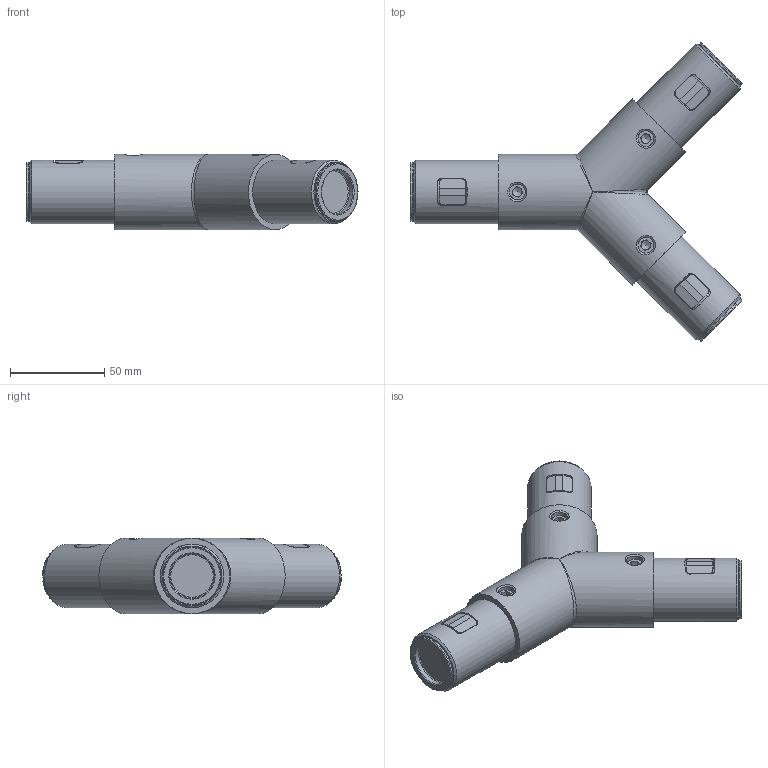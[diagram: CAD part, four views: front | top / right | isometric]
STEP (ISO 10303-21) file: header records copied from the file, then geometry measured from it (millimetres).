
FILE_DESCRIPTION(/* description */ ('STEP AP203'),/* implementation_level */ '2;1');
FILE_NAME(/* name */ 'CSP40-135.stp',/* time_stamp */ '2022-07-11T15:03:00+02:00',/* author */ ('USER'),/* organization */ ('Microsoft'),/* preprocessor_version */ 'ST-DEVELOPER v18.1',/* originating_system */ 'Autodesk Inventor 2021',/* authorisation */ '');
FILE_SCHEMA (('AUTOMOTIVE_DESIGN { 1 0 10303 214 3 1 1 }'));
Length unit declared in the file: millimetre
Products named in the file (1): CSP40-135
Bounding box: 176.34 x 158.68 x 40 mm (x, y, z)
Volume: 258750.6 mm3; surface area: 71107.1 mm2
Topology: 16 solids, 16 shells, 305 faces, 739 edges, 473 vertices
Faces by surface type: plane 174, cylinder 68, cone 33, bspline 15, torus 15
Full cylindrical faces by diameter (mm): 8.5 x3, 9.9 x6, 10 x6, 11.9 x3, 12.2 x3, 23.6 x3, 25.8 x3, 31 x3, 33.8 x3, 40 x3
Entity records: 17835 total; most frequent: CARTESIAN_POINT 10706, DIRECTION 1464, ORIENTED_EDGE 1454, EDGE_CURVE 727, AXIS2_PLACEMENT_3D 533, VERTEX_POINT 473, LINE 398, VECTOR 398
